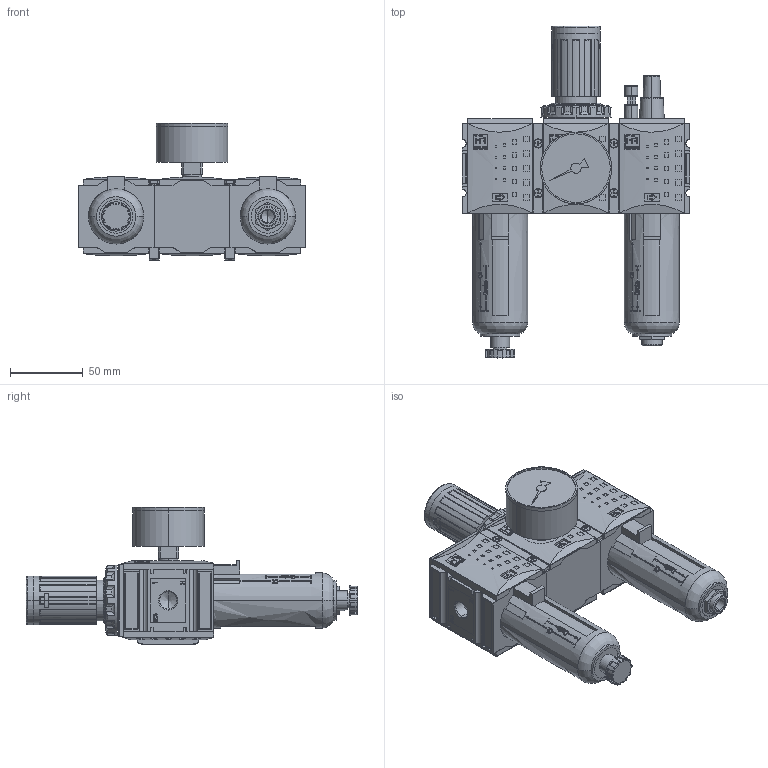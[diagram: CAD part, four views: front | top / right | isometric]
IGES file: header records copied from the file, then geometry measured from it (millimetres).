
Start section: SolidWorks IGES file using analytic representation for surfaces
Global section: file name: KS3U-114_1 G.IGS; native system: SolidWorks 2013; preprocessor: SolidWorks 2013; author: technolog; date: 140109.105743; units: millimetre
Bounding box: 156 x 227.5 x 94.1 mm (x, y, z)
Volume: 747829.1 mm3; surface area: 191978.9 mm2
Topology: 38 solids, 38 shells, 4133 faces, 22486 edges, 28920 vertices
Faces by surface type: plane 2258, revolution 1562, bspline 313
